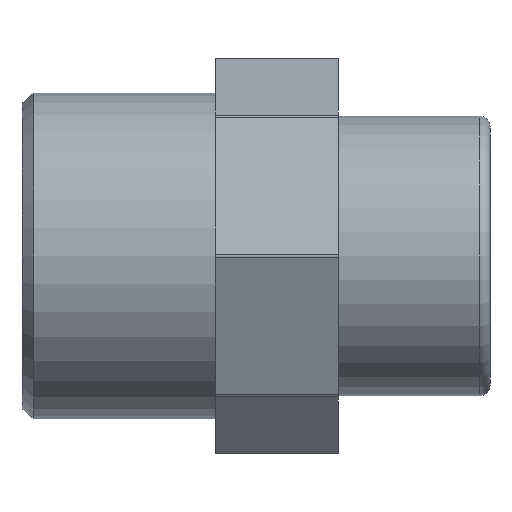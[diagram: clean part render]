
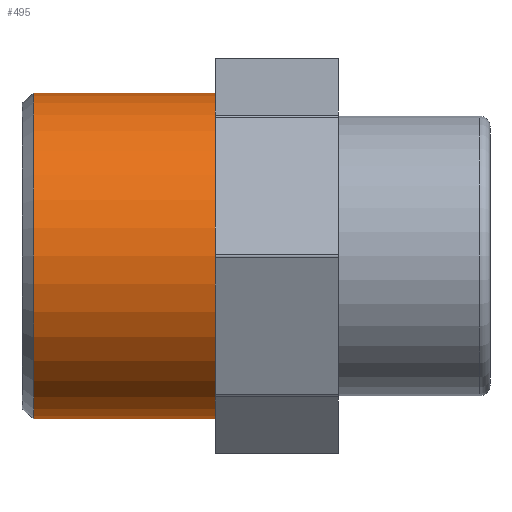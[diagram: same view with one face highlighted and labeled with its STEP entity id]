
A CAD part, front view. The second image highlights one B-rep face of the part: STEP entity #495.
In plain terms, the highlighted cylindrical face has radius 16 mm (diameter 32 mm), a full revolution.
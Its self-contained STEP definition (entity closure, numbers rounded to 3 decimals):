
#19=CYLINDRICAL_SURFACE('',#549,16.);
#54=FACE_OUTER_BOUND('',#85,.T.);
#85=EDGE_LOOP('',(#355,#356,#357,#358,#359));
#119=LINE('',#790,#157);
#157=VECTOR('',#626,16.);
#194=CIRCLE('',#544,16.);
#195=CIRCLE('',#545,16.);
#198=CIRCLE('',#550,16.);
#228=VERTEX_POINT('',#777);
#229=VERTEX_POINT('',#778);
#232=VERTEX_POINT('',#788);
#276=EDGE_CURVE('',#228,#229,#194,.T.);
#277=EDGE_CURVE('',#229,#228,#195,.T.);
#281=EDGE_CURVE('',#232,#232,#198,.T.);
#282=EDGE_CURVE('',#232,#229,#119,.T.);
#355=ORIENTED_EDGE('',*,*,#281,.T.);
#356=ORIENTED_EDGE('',*,*,#282,.T.);
#357=ORIENTED_EDGE('',*,*,#276,.F.);
#358=ORIENTED_EDGE('',*,*,#277,.F.);
#359=ORIENTED_EDGE('',*,*,#282,.F.);
#495=ADVANCED_FACE('',(#54),#19,.T.);
#544=AXIS2_PLACEMENT_3D('',#779,#611,#612);
#545=AXIS2_PLACEMENT_3D('',#780,#613,#614);
#549=AXIS2_PLACEMENT_3D('',#787,#622,#623);
#550=AXIS2_PLACEMENT_3D('',#789,#624,#625);
#611=DIRECTION('center_axis',(-1.,0.,0.));
#612=DIRECTION('ref_axis',(0.,-1.,0.));
#613=DIRECTION('center_axis',(-1.,0.,0.));
#614=DIRECTION('ref_axis',(0.,-1.,0.));
#622=DIRECTION('center_axis',(1.,0.,0.));
#623=DIRECTION('ref_axis',(0.,1.,0.));
#624=DIRECTION('center_axis',(-1.,0.,0.));
#625=DIRECTION('ref_axis',(0.,1.,0.));
#626=DIRECTION('',(-1.,0.,0.));
#777=CARTESIAN_POINT('',(-23.368,16.,0.));
#778=CARTESIAN_POINT('',(-23.368,-16.,0.));
#779=CARTESIAN_POINT('Origin',(-23.368,0.,
0.));
#780=CARTESIAN_POINT('Origin',(-23.368,0.,
0.));
#787=CARTESIAN_POINT('Origin',(-12.25,0.,0.));
#788=CARTESIAN_POINT('',(-5.5,-16.,0.));
#789=CARTESIAN_POINT('Origin',(-5.5,0.,
0.));
#790=CARTESIAN_POINT('',(-12.25,-16.,0.));
